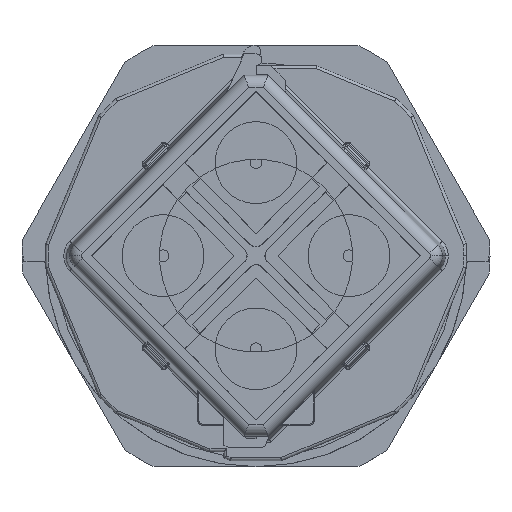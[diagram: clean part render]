
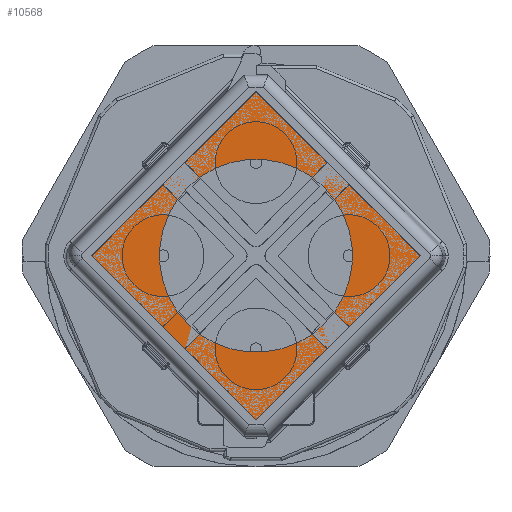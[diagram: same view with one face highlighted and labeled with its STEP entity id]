
A CAD part, top view. The second image highlights one B-rep face of the part: STEP entity #10568.
In plain terms, the highlighted planar face has unit normal (0, 0, 1).
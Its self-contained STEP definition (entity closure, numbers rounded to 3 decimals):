
#185 = CARTESIAN_POINT ( 'NONE',  ( 0., 0., 17.5 ) ) ;
#252 = VERTEX_POINT ( 'NONE', #24672 ) ;
#1221 = ORIENTED_EDGE ( 'NONE', *, *, #15566, .F. ) ;
#1341 = DIRECTION ( 'NONE',  ( 0., 0., -1. ) ) ;
#1584 = EDGE_LOOP ( 'NONE', ( #12224, #14451 ) ) ;
#1874 = LINE ( 'NONE', #6794, #17589 ) ;
#2150 = LINE ( 'NONE', #21456, #13093 ) ;
#2262 = DIRECTION ( 'NONE',  ( 1., 0., 0. ) ) ;
#2297 = EDGE_CURVE ( 'NONE', #7622, #25890, #9796, .T. ) ;
#3250 = VECTOR ( 'NONE', #14291, 1000. ) ;
#3301 = CARTESIAN_POINT ( 'NONE',  ( 19.851, -19.701, 17.5 ) ) ;
#3496 = PLANE ( 'NONE',  #20532 ) ;
#3618 = FACE_BOUND ( 'NONE', #1584, .T. ) ;
#3686 = CIRCLE ( 'NONE', #5457, 0.15 ) ;
#4815 = AXIS2_PLACEMENT_3D ( 'NONE', #9211, #23585, #11303 ) ;
#5211 = EDGE_CURVE ( 'NONE', #26165, #9722, #14050, .T. ) ;
#5457 = AXIS2_PLACEMENT_3D ( 'NONE', #12183, #26531, #14241 ) ;
#6487 = AXIS2_PLACEMENT_3D ( 'NONE', #11250, #11172, #11079 ) ;
#6794 = CARTESIAN_POINT ( 'NONE',  ( -19.851, 19.851, 17.5 ) ) ;
#6900 = CARTESIAN_POINT ( 'NONE',  ( -19.851, 19.701, 17.5 ) ) ;
#7177 = CARTESIAN_POINT ( 'NONE',  ( 19.701, -19.851, 17.5 ) ) ;
#7622 = VERTEX_POINT ( 'NONE', #26202 ) ;
#7651 = ORIENTED_EDGE ( 'NONE', *, *, #24278, .F. ) ;
#7660 = DIRECTION ( 'NONE',  ( 0., 0., 1. ) ) ;
#7732 = EDGE_CURVE ( 'NONE', #26692, #13330, #24480, .T. ) ;
#8465 = EDGE_CURVE ( 'NONE', #14812, #26165, #23505, .T. ) ;
#9097 = FACE_OUTER_BOUND ( 'NONE', #25746, .T. ) ;
#9152 = EDGE_CURVE ( 'NONE', #11189, #26692, #12267, .T. ) ;
#9211 = CARTESIAN_POINT ( 'NONE',  ( 19.701, 19.701, 17.5 ) ) ;
#9248 = ORIENTED_EDGE ( 'NONE', *, *, #8465, .F. ) ;
#9293 = DIRECTION ( 'NONE',  ( 0., 0., -1. ) ) ;
#9722 = VERTEX_POINT ( 'NONE', #10861 ) ;
#9796 = CIRCLE ( 'NONE', #6487, 16.5 ) ;
#10568 = ADVANCED_FACE ( 'NONE', ( #3618, #9097 ), #3496, .T. ) ;
#10810 = EDGE_CURVE ( 'NONE', #25890, #7622, #25153, .T. ) ;
#10816 = CARTESIAN_POINT ( 'NONE',  ( -19.851, -19.851, 17.5 ) ) ;
#10861 = CARTESIAN_POINT ( 'NONE',  ( -19.851, -19.701, 17.5 ) ) ;
#11079 = DIRECTION ( 'NONE',  ( 1., 0., 0. ) ) ;
#11172 = DIRECTION ( 'NONE',  ( 0., 0., -1. ) ) ;
#11189 = VERTEX_POINT ( 'NONE', #19542 ) ;
#11250 = CARTESIAN_POINT ( 'NONE',  ( 0., 0., 17.5 ) ) ;
#11303 = DIRECTION ( 'NONE',  ( -1., 0., 0. ) ) ;
#11382 = CARTESIAN_POINT ( 'NONE',  ( 16.5, 0., 17.5 ) ) ;
#12141 = CARTESIAN_POINT ( 'NONE',  ( 19.851, -19.851, 17.5 ) ) ;
#12183 = CARTESIAN_POINT ( 'NONE',  ( 19.701, -19.701, 17.5 ) ) ;
#12224 = ORIENTED_EDGE ( 'NONE', *, *, #10810, .T. ) ;
#12267 = CIRCLE ( 'NONE', #4815, 0.15 ) ;
#13093 = VECTOR ( 'NONE', #25461, 1000. ) ;
#13135 = AXIS2_PLACEMENT_3D ( 'NONE', #185, #14571, #2262 ) ;
#13330 = VERTEX_POINT ( 'NONE', #3301 ) ;
#13667 = CARTESIAN_POINT ( 'NONE',  ( -19.701, 19.701, 17.5 ) ) ;
#13771 = ORIENTED_EDGE ( 'NONE', *, *, #9152, .F. ) ;
#14050 = CIRCLE ( 'NONE', #16900, 0.15 ) ;
#14241 = DIRECTION ( 'NONE',  ( -1., 0., 0. ) ) ;
#14291 = DIRECTION ( 'NONE',  ( 0., -1., 0. ) ) ;
#14451 = ORIENTED_EDGE ( 'NONE', *, *, #2297, .T. ) ;
#14571 = DIRECTION ( 'NONE',  ( 0., 0., -1. ) ) ;
#14724 = ORIENTED_EDGE ( 'NONE', *, *, #19669, .F. ) ;
#14812 = VERTEX_POINT ( 'NONE', #7177 ) ;
#15566 = EDGE_CURVE ( 'NONE', #13330, #14812, #3686, .T. ) ;
#15703 = DIRECTION ( 'NONE',  ( -1., 0., 0. ) ) ;
#16329 = ORIENTED_EDGE ( 'NONE', *, *, #7732, .F. ) ;
#16387 = CARTESIAN_POINT ( 'NONE',  ( -19.701, -19.851, 17.5 ) ) ;
#16900 = AXIS2_PLACEMENT_3D ( 'NONE', #21627, #9293, #23665 ) ;
#17589 = VECTOR ( 'NONE', #21161, 1000. ) ;
#18030 = VECTOR ( 'NONE', #25150, 1000. ) ;
#19523 = EDGE_CURVE ( 'NONE', #9722, #20564, #1874, .T. ) ;
#19542 = CARTESIAN_POINT ( 'NONE',  ( 19.701, 19.851, 17.5 ) ) ;
#19669 = EDGE_CURVE ( 'NONE', #20564, #252, #21669, .T. ) ;
#19945 = CARTESIAN_POINT ( 'NONE',  ( 0., 0., 17.5 ) ) ;
#20005 = AXIS2_PLACEMENT_3D ( 'NONE', #13667, #1341, #15703 ) ;
#20532 = AXIS2_PLACEMENT_3D ( 'NONE', #19945, #7660, #22023 ) ;
#20564 = VERTEX_POINT ( 'NONE', #6900 ) ;
#21161 = DIRECTION ( 'NONE',  ( 0., 1., 0. ) ) ;
#21456 = CARTESIAN_POINT ( 'NONE',  ( 19.851, 19.851, 17.5 ) ) ;
#21627 = CARTESIAN_POINT ( 'NONE',  ( -19.701, -19.701, 17.5 ) ) ;
#21669 = CIRCLE ( 'NONE', #20005, 0.15 ) ;
#22023 = DIRECTION ( 'NONE',  ( 1., 0., 0. ) ) ;
#23505 = LINE ( 'NONE', #10816, #18030 ) ;
#23585 = DIRECTION ( 'NONE',  ( 0., 0., -1. ) ) ;
#23665 = DIRECTION ( 'NONE',  ( -1., 0., 0. ) ) ;
#24056 = ORIENTED_EDGE ( 'NONE', *, *, #19523, .F. ) ;
#24278 = EDGE_CURVE ( 'NONE', #252, #11189, #2150, .T. ) ;
#24480 = LINE ( 'NONE', #12141, #3250 ) ;
#24672 = CARTESIAN_POINT ( 'NONE',  ( -19.701, 19.851, 17.5 ) ) ;
#25149 = CARTESIAN_POINT ( 'NONE',  ( 19.851, 19.701, 17.5 ) ) ;
#25150 = DIRECTION ( 'NONE',  ( -1., 0., 0. ) ) ;
#25153 = CIRCLE ( 'NONE', #13135, 16.5 ) ;
#25461 = DIRECTION ( 'NONE',  ( 1., 0., 0. ) ) ;
#25746 = EDGE_LOOP ( 'NONE', ( #24056, #26308, #9248, #1221, #16329, #13771, #7651, #14724 ) ) ;
#25890 = VERTEX_POINT ( 'NONE', #11382 ) ;
#26165 = VERTEX_POINT ( 'NONE', #16387 ) ;
#26202 = CARTESIAN_POINT ( 'NONE',  ( -16.5, 0., 17.5 ) ) ;
#26308 = ORIENTED_EDGE ( 'NONE', *, *, #5211, .F. ) ;
#26531 = DIRECTION ( 'NONE',  ( 0., 0., -1. ) ) ;
#26692 = VERTEX_POINT ( 'NONE', #25149 ) ;
